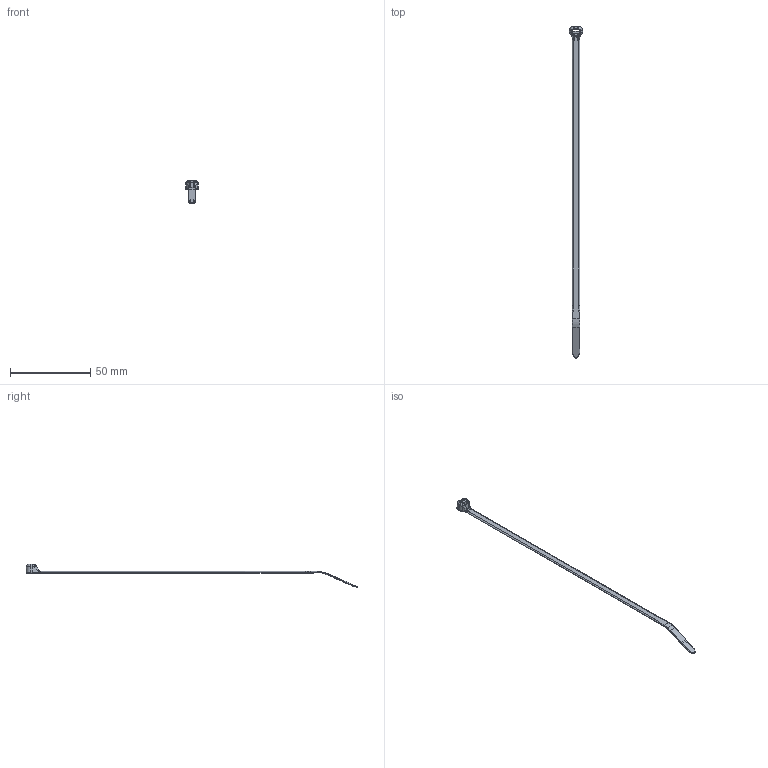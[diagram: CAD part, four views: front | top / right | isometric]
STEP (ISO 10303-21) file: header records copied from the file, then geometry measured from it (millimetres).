
FILE_DESCRIPTION(/* description */ (''),/* implementation_level */ '2;1');
FILE_NAME(/* name */ 'PANDUIT_BT2S',/* time_stamp */ '2011-07-12T14:33:34-05:00',/* author */ (''),/* organization */ (''),/* preprocessor_version */ 'ST-DEVELOPER v9',/* originating_system */ 'UGS - NX 3.0',/* authorisation */ '');
FILE_SCHEMA (('CONFIG_CONTROL_DESIGN'));
Length unit declared in the file: inch
Products named in the file (1): bwgCD9D8hp0
Bounding box: 8.13 x 207.05 x 14.78 mm (x, y, z)
Volume: 1035.6 mm3; surface area: 2609.6 mm2
Topology: 2 solids, 2 shells, 348 faces, 909 edges, 559 vertices
Faces by surface type: cylinder 130, plane 121, bspline 74, torus 7, extrusion 4, revolution 4, cone 4, sphere 4
Entity records: 12251 total; most frequent: CARTESIAN_POINT 4143, ORIENTED_EDGE 1808, DIRECTION 1549, EDGE_CURVE 904, AXIS2_PLACEMENT_3D 568, VERTEX_POINT 559, VECTOR 409, LINE 405
